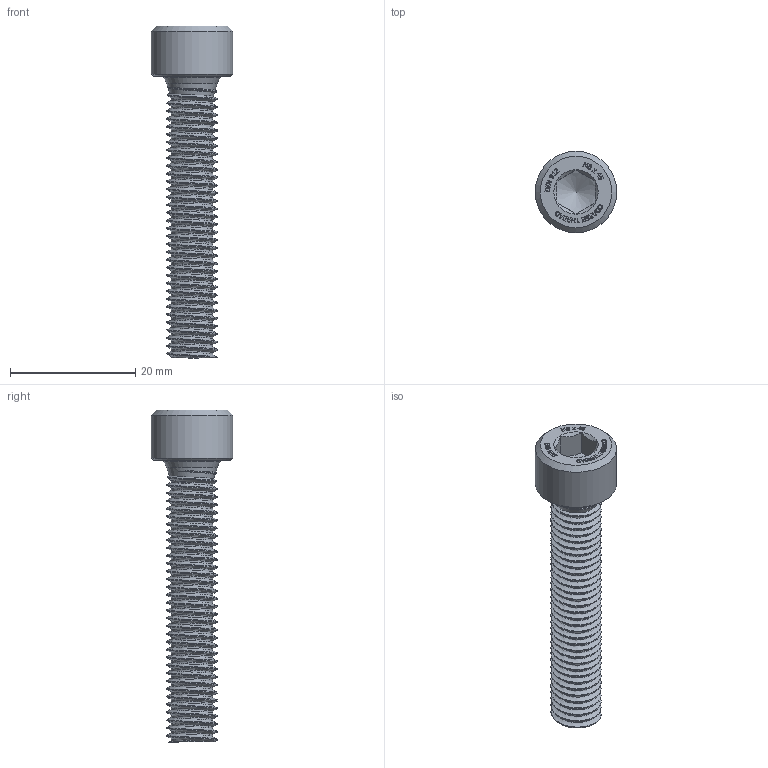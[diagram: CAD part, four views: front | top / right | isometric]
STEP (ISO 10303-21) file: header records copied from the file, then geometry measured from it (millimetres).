
FILE_DESCRIPTION((''),'2;1');
FILE_NAME('DIN912M8L45F.stp','2012-04-21T00:44:51',('Peter'),(''),'Autodesk Inventor 2011','Autodesk Inventor 2011','');
FILE_SCHEMA(('AUTOMOTIVE_DESIGN { 1 0 10303 214 1 1 1 1 }'));
Length unit declared in the file: millimetre
Products named in the file (1): DIN912M8L45F
Bounding box: 13 x 13 x 53 mm (x, y, z)
Volume: 2791.3 mm3; surface area: 2313.9 mm2
Topology: 1 solids, 1 shells, 395 faces, 1065 edges, 707 vertices
Faces by surface type: plane 239, bspline 145, cone 7, cylinder 2, torus 2
Full cylindrical faces by diameter (mm): 13 x1
Entity records: 19662 total; most frequent: CARTESIAN_POINT 10818, ORIENTED_EDGE 2102, DIRECTION 1258, EDGE_CURVE 1051, VECTOR 736, LINE 736, VERTEX_POINT 703, EDGE_LOOP 438
